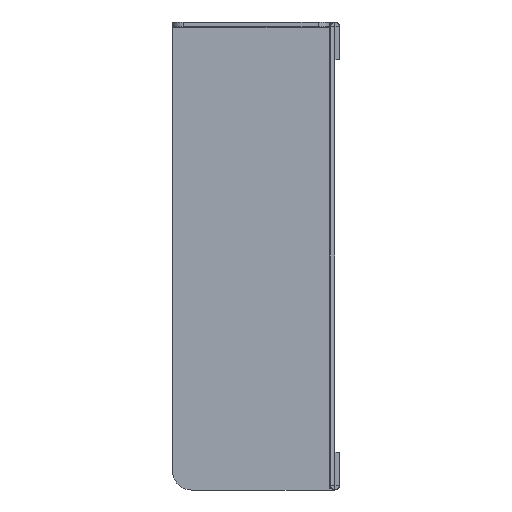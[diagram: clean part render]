
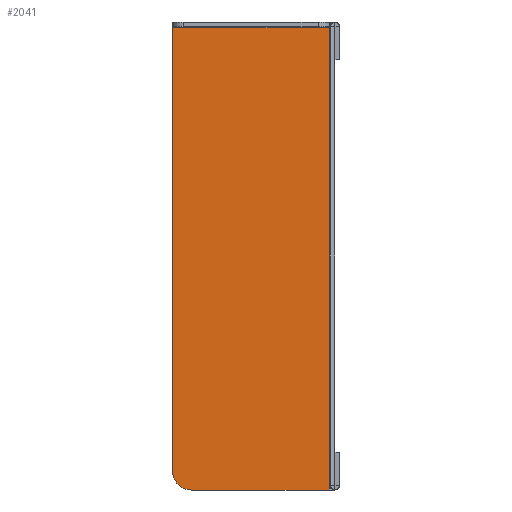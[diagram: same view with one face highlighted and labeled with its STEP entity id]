
A CAD part, left-side view. The second image highlights one B-rep face of the part: STEP entity #2041.
In plain terms, the highlighted planar face has unit normal (-1, 0, 0).
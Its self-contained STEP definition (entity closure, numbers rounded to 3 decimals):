
#319=CARTESIAN_POINT('',(-215.,38.2,-57.25));
#320=DIRECTION('',(-1.,0.,0.));
#321=DIRECTION('',(0.,1.,0.));
#322=AXIS2_PLACEMENT_3D('',#319,#320,#321);
#324=DIRECTION('',(0.,0.,-1.));
#325=VECTOR('',#324,118.);
#326=CARTESIAN_POINT('',(-215.,43.2,60.75));
#327=LINE('',#326,#325);
#328=DIRECTION('',(0.,-1.,0.));
#329=VECTOR('',#328,36.7);
#330=CARTESIAN_POINT('',(-215.,38.2,-62.25));
#331=LINE('',#330,#329);
#453=DIRECTION('',(0.,0.,1.));
#454=VECTOR('',#453,123.);
#455=CARTESIAN_POINT('',(-215.,1.5,-62.25));
#456=LINE('',#455,#454);
#985=DIRECTION('',(0.,1.,0.));
#986=VECTOR('',#985,41.7);
#987=CARTESIAN_POINT('',(-215.,1.5,60.75));
#988=LINE('',#987,#986);
#1394=CARTESIAN_POINT('',(-215.,1.5,-62.25));
#1396=VERTEX_POINT('',#1394);
#1414=CARTESIAN_POINT('',(-215.,43.2,-57.25));
#1415=CARTESIAN_POINT('',(-215.,38.2,-62.25));
#1416=VERTEX_POINT('',#1414);
#1417=VERTEX_POINT('',#1415);
#1422=CARTESIAN_POINT('',(-215.,1.5,60.75));
#1423=VERTEX_POINT('',#1422);
#1436=CARTESIAN_POINT('',(-215.,43.2,60.75));
#1437=VERTEX_POINT('',#1436);
#2025=CARTESIAN_POINT('',(-215.,0.,62.25));
#2026=DIRECTION('',(-1.,0.,0.));
#2027=DIRECTION('',(0.,0.,1.));
#2028=AXIS2_PLACEMENT_3D('',#2025,#2026,#2027);
#2029=PLANE('',#2028);
#2030=ORIENTED_EDGE('',*,*,#2015,.F.);
#2032=ORIENTED_EDGE('',*,*,#2031,.F.);
#2034=ORIENTED_EDGE('',*,*,#2033,.F.);
#2036=ORIENTED_EDGE('',*,*,#2035,.F.);
#2038=ORIENTED_EDGE('',*,*,#2037,.F.);
#2039=EDGE_LOOP('',(#2030,#2032,#2034,#2036,#2038));
#2040=FACE_OUTER_BOUND('',#2039,.F.);
#323=CIRCLE('',#322,5.);
#2015=EDGE_CURVE('',#1416,#1417,#323,.T.);
#2031=EDGE_CURVE('',#1437,#1416,#327,.T.);
#2033=EDGE_CURVE('',#1423,#1437,#988,.T.);
#2035=EDGE_CURVE('',#1396,#1423,#456,.T.);
#2037=EDGE_CURVE('',#1417,#1396,#331,.T.);
#2041=ADVANCED_FACE('',(#2040),#2029,.T.);
